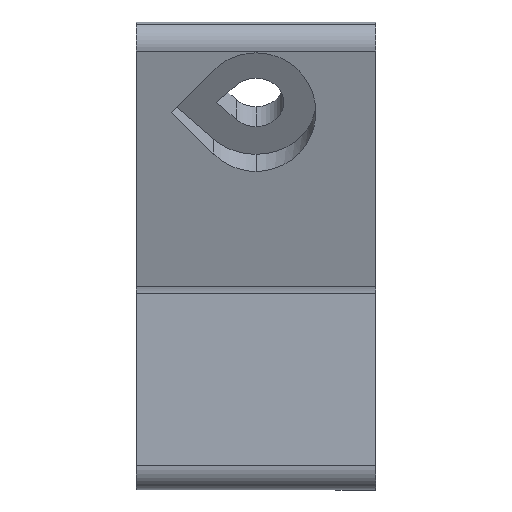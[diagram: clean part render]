
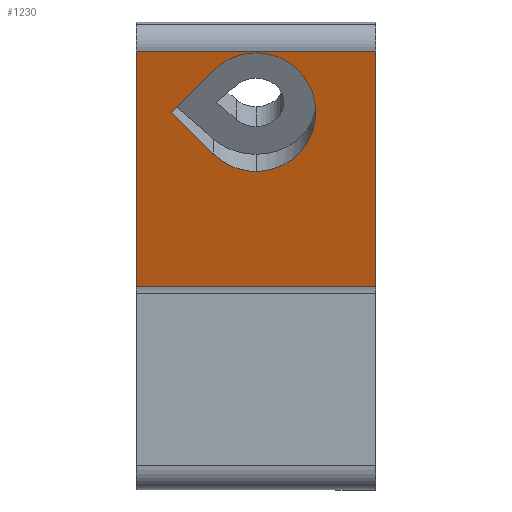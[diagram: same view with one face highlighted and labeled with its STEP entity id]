
A CAD part, top view. The second image highlights one B-rep face of the part: STEP entity #1230.
In plain terms, the highlighted planar face has unit normal (0, -0.279, 0.96).
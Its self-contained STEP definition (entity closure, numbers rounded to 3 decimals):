
#29 = EDGE_CURVE ( 'NONE', #1439, #1464, #1203, .T. ) ;
#40 = EDGE_CURVE ( 'NONE', #1449, #1439, #1198, .T. ) ;
#159 = ORIENTED_EDGE ( 'NONE', *, *, #780, .F. ) ;
#172 = ORIENTED_EDGE ( 'NONE', *, *, #747, .F. ) ;
#176 = ORIENTED_EDGE ( 'NONE', *, *, #754, .F. ) ;
#177 = ORIENTED_EDGE ( 'NONE', *, *, #782, .T. ) ;
#190 = ORIENTED_EDGE ( 'NONE', *, *, #720, .T. ) ;
#198 = ORIENTED_EDGE ( 'NONE', *, *, #40, .F. ) ;
#205 = ORIENTED_EDGE ( 'NONE', *, *, #697, .F. ) ;
#211 = ORIENTED_EDGE ( 'NONE', *, *, #29, .F. ) ;
#469 = LINE ( 'NONE', #1166, #471 ) ;
#471 = VECTOR ( 'NONE', #1185, 1000. ) ;
#506 = LINE ( 'NONE', #860, #510 ) ;
#510 = VECTOR ( 'NONE', #856, 1000. ) ;
#527 = LINE ( 'NONE', #827, #534 ) ;
#534 = VECTOR ( 'NONE', #828, 1000. ) ;
#549 = ORIENTED_EDGE ( 'NONE', *, *, #785, .T. ) ;
#594 = EDGE_LOOP ( 'NONE', ( #190, #177, #172, #549 ) ) ;
#615 = EDGE_LOOP ( 'NONE', ( #159, #211, #198, #205, #176 ) ) ;
#663 = AXIS2_PLACEMENT_3D ( 'NONE', #958, #964, #965 ) ;
#697 = EDGE_CURVE ( 'NONE', #1445, #1449, #1200, .T. ) ;
#720 = EDGE_CURVE ( 'NONE', #1487, #1488, #469, .T. ) ;
#747 = EDGE_CURVE ( 'NONE', #1517, #1492, #527, .T. ) ;
#754 = EDGE_CURVE ( 'NONE', #1450, #1445, #506, .T. ) ;
#780 = EDGE_CURVE ( 'NONE', #1464, #1450, #1598, .T. ) ;
#782 = EDGE_CURVE ( 'NONE', #1488, #1492, #1552, .T. ) ;
#785 = EDGE_CURVE ( 'NONE', #1517, #1487, #1550, .T. ) ;
#827 = CARTESIAN_POINT ( 'NONE',  ( -21.006, 29.2, 72.016 ) ) ;
#828 = DIRECTION ( 'NONE',  ( 0., -0.96, -0.279 ) ) ;
#840 = DIRECTION ( 'NONE',  ( 1., 0., 0. ) ) ;
#841 = DIRECTION ( 'NONE',  ( -1., 0., 0. ) ) ;
#847 = CARTESIAN_POINT ( 'NONE',  ( -93.338, 73.557, 84.892 ) ) ;
#855 = CARTESIAN_POINT ( 'NONE',  ( -88.403, 24.597, 70.68 ) ) ;
#856 = DIRECTION ( 'NONE',  ( 0.697, -0.689, -0.2 ) ) ;
#860 = CARTESIAN_POINT ( 'NONE',  ( -50.177, 69.45, 83.7 ) ) ;
#864 = DIRECTION ( 'NONE',  ( -0.697, -0.689, -0.2 ) ) ;
#876 = CARTESIAN_POINT ( 'NONE',  ( -21.006, 44.084, 76.336 ) ) ;
#934 = PLANE ( 'NONE',  #663 ) ;
#958 = CARTESIAN_POINT ( 'NONE',  ( -93.338, 29.2, 72.016 ) ) ;
#964 = DIRECTION ( 'NONE',  ( 0., -0.279, 0.96 ) ) ;
#965 = DIRECTION ( 'NONE',  ( 0., -0.96, -0.279 ) ) ;
#1043 = CARTESIAN_POINT ( 'NONE',  ( -41.309, 71.17, 84.199 ) ) ;
#1058 = CARTESIAN_POINT ( 'NONE',  ( -36.006, 73.343, 84.83 ) ) ;
#1068 = CARTESIAN_POINT ( 'NONE',  ( -36.006, 58.508, 80.524 ) ) ;
#1070 = CARTESIAN_POINT ( 'NONE',  ( -41.309, 60.681, 81.154 ) ) ;
#1072 = CARTESIAN_POINT ( 'NONE',  ( -46.613, 65.926, 82.677 ) ) ;
#1106 = CARTESIAN_POINT ( 'NONE',  ( -51.006, 44.084, 76.336 ) ) ;
#1114 = CARTESIAN_POINT ( 'NONE',  ( -51.006, 73.557, 84.892 ) ) ;
#1120 = CARTESIAN_POINT ( 'NONE',  ( -21.006, 44.084, 76.336 ) ) ;
#1151 = CARTESIAN_POINT ( 'NONE',  ( -21.006, 73.557, 84.892 ) ) ;
#1166 = CARTESIAN_POINT ( 'NONE',  ( -51.006, 29.2, 72.016 ) ) ;
#1185 = DIRECTION ( 'NONE',  ( 0., -0.96, -0.279 ) ) ;
#1198 =( BOUNDED_CURVE ( )  B_SPLINE_CURVE ( 3, ( #1316, #1325, #1323, #1324 ),
 .UNSPECIFIED., .F., .F. ) 
 B_SPLINE_CURVE_WITH_KNOTS ( ( 4, 4 ),
 ( 0., 3.142 ),
 .UNSPECIFIED. ) 
 CURVE ( )  GEOMETRIC_REPRESENTATION_ITEM ( )  RATIONAL_B_SPLINE_CURVE ( ( 1., 0.333, 0.333, 1. ) ) 
 REPRESENTATION_ITEM ( '' )  );
#1200 =( BOUNDED_CURVE ( )  B_SPLINE_CURVE ( 3, ( #1378, #1379, #1395, #1396 ),
 .UNSPECIFIED., .F., .F. ) 
 B_SPLINE_CURVE_WITH_KNOTS ( ( 4, 4 ),
 ( 5.498, 6.283 ),
 .UNSPECIFIED. ) 
 CURVE ( )  GEOMETRIC_REPRESENTATION_ITEM ( )  RATIONAL_B_SPLINE_CURVE ( ( 1., 0.949, 0.949, 1. ) ) 
 REPRESENTATION_ITEM ( '' )  );
#1203 =( BOUNDED_CURVE ( )  B_SPLINE_CURVE ( 3, ( #1268, #1328, #1335, #1340 ),
 .UNSPECIFIED., .F., .T. ) 
 B_SPLINE_CURVE_WITH_KNOTS ( ( 4, 4 ),
 ( 3.142, 3.927 ),
 .UNSPECIFIED. ) 
 CURVE ( )  GEOMETRIC_REPRESENTATION_ITEM ( )  RATIONAL_B_SPLINE_CURVE ( ( 1., 0.949, 0.949, 1. ) ) 
 REPRESENTATION_ITEM ( '' )  );
#1230 = ADVANCED_FACE ( 'NONE', ( #1573, #1571 ), #934, .T. ) ;
#1268 = CARTESIAN_POINT ( 'NONE',  ( -36.006, 73.343, 84.83 ) ) ;
#1316 = CARTESIAN_POINT ( 'NONE',  ( -36.006, 58.508, 80.524 ) ) ;
#1323 = CARTESIAN_POINT ( 'NONE',  ( -21.006, 73.343, 84.83 ) ) ;
#1324 = CARTESIAN_POINT ( 'NONE',  ( -36.006, 73.343, 84.83 ) ) ;
#1325 = CARTESIAN_POINT ( 'NONE',  ( -21.006, 58.508, 80.524 ) ) ;
#1328 = CARTESIAN_POINT ( 'NONE',  ( -38.022, 73.343, 84.83 ) ) ;
#1335 = CARTESIAN_POINT ( 'NONE',  ( -39.884, 72.58, 84.609 ) ) ;
#1340 = CARTESIAN_POINT ( 'NONE',  ( -41.309, 71.17, 84.199 ) ) ;
#1378 = CARTESIAN_POINT ( 'NONE',  ( -41.309, 60.681, 81.154 ) ) ;
#1379 = CARTESIAN_POINT ( 'NONE',  ( -39.884, 59.271, 80.745 ) ) ;
#1395 = CARTESIAN_POINT ( 'NONE',  ( -38.022, 58.508, 80.524 ) ) ;
#1396 = CARTESIAN_POINT ( 'NONE',  ( -36.006, 58.508, 80.524 ) ) ;
#1439 = VERTEX_POINT ( 'NONE', #1058 ) ;
#1445 = VERTEX_POINT ( 'NONE', #1070 ) ;
#1449 = VERTEX_POINT ( 'NONE', #1068 ) ;
#1450 = VERTEX_POINT ( 'NONE', #1072 ) ;
#1464 = VERTEX_POINT ( 'NONE', #1043 ) ;
#1487 = VERTEX_POINT ( 'NONE', #1114 ) ;
#1488 = VERTEX_POINT ( 'NONE', #1106 ) ;
#1492 = VERTEX_POINT ( 'NONE', #1120 ) ;
#1517 = VERTEX_POINT ( 'NONE', #1151 ) ;
#1543 = VECTOR ( 'NONE', #841, 1000. ) ;
#1550 = LINE ( 'NONE', #847, #1543 ) ;
#1552 = LINE ( 'NONE', #876, #1554 ) ;
#1554 = VECTOR ( 'NONE', #840, 1000. ) ;
#1571 = FACE_OUTER_BOUND ( 'NONE', #594, .T. ) ;
#1573 = FACE_BOUND ( 'NONE', #615, .T. ) ;
#1598 = LINE ( 'NONE', #855, #1599 ) ;
#1599 = VECTOR ( 'NONE', #864, 1000. ) ;
